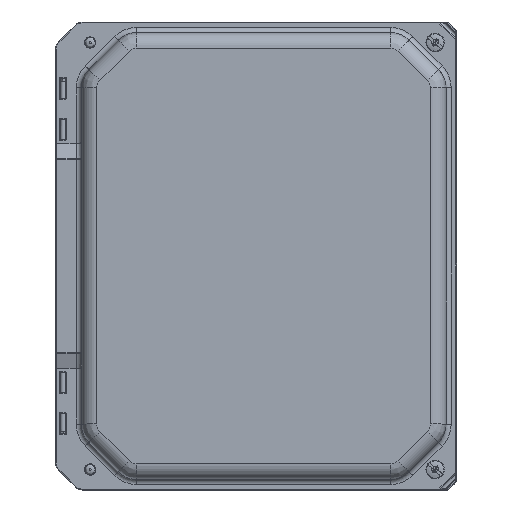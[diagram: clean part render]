
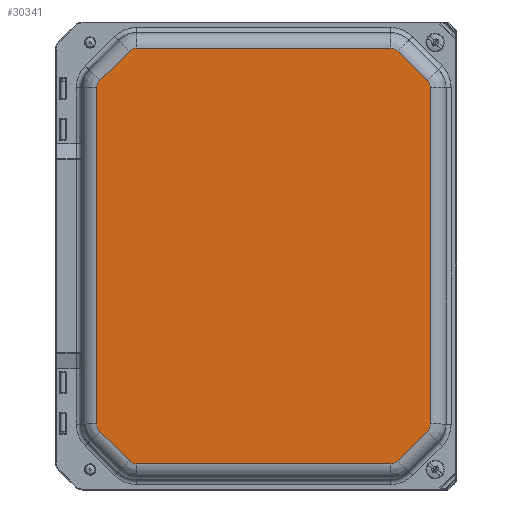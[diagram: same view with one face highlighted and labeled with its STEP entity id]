
A CAD part, top view. The second image highlights one B-rep face of the part: STEP entity #30341.
In plain terms, the highlighted planar face has unit normal (0, 0, 1).
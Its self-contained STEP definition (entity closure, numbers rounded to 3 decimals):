
#4281=LINE('',#68271,#6226);
#4284=LINE('',#68278,#6229);
#4285=LINE('',#68307,#6230);
#4286=LINE('',#68311,#6231);
#4287=LINE('',#68341,#6232);
#4289=LINE('',#68347,#6234);
#4290=LINE('',#68376,#6235);
#4291=LINE('',#68380,#6236);
#6226=VECTOR('',#43294,6.202);
#6229=VECTOR('',#43301,1.013);
#6230=VECTOR('',#43316,1.013);
#6231=VECTOR('',#43321,8.204);
#6232=VECTOR('',#43336,8.204);
#6234=VECTOR('',#43342,1.013);
#6235=VECTOR('',#43357,1.013);
#6236=VECTOR('',#43362,6.202);
#6774=PLANE('',#34164);
#8776=FACE_OUTER_BOUND('',#10804,.T.);
#10804=EDGE_LOOP('',(#27924,#27925,#27926,#27927,#27928,#27929,#27930,#27931,
#27932,#27933,#27934,#27935,#27936,#27937,#27938,#27939));
#12245=CIRCLE('',#34127,0.254);
#12251=CIRCLE('',#34135,0.254);
#12254=CIRCLE('',#34138,0.254);
#12258=CIRCLE('',#34144,0.254);
#12261=CIRCLE('',#34147,0.254);
#12265=CIRCLE('',#34153,0.254);
#12268=CIRCLE('',#34156,0.254);
#12271=CIRCLE('',#34161,0.254);
#14862=VERTEX_POINT('',#68261);
#14863=VERTEX_POINT('',#68263);
#14865=VERTEX_POINT('',#68269);
#14866=VERTEX_POINT('',#68274);
#14868=VERTEX_POINT('',#68288);
#14869=VERTEX_POINT('',#68300);
#14870=VERTEX_POINT('',#68305);
#14871=VERTEX_POINT('',#68309);
#14872=VERTEX_POINT('',#68321);
#14873=VERTEX_POINT('',#68333);
#14875=VERTEX_POINT('',#68339);
#14876=VERTEX_POINT('',#68343);
#14878=VERTEX_POINT('',#68357);
#14879=VERTEX_POINT('',#68369);
#14880=VERTEX_POINT('',#68374);
#14881=VERTEX_POINT('',#68378);
#19234=EDGE_CURVE('',#14862,#14863,#12245,.T.);
#19238=EDGE_CURVE('',#14865,#14862,#4281,.T.);
#19242=EDGE_CURVE('',#14863,#14866,#4284,.T.);
#19244=EDGE_CURVE('',#14868,#14865,#12251,.T.);
#19247=EDGE_CURVE('',#14866,#14869,#12254,.T.);
#19249=EDGE_CURVE('',#14870,#14868,#4285,.T.);
#19251=EDGE_CURVE('',#14869,#14871,#4286,.T.);
#19253=EDGE_CURVE('',#14872,#14870,#12258,.T.);
#19256=EDGE_CURVE('',#14871,#14873,#12261,.T.);
#19258=EDGE_CURVE('',#14875,#14872,#4287,.T.);
#19261=EDGE_CURVE('',#14873,#14876,#4289,.T.);
#19263=EDGE_CURVE('',#14878,#14875,#12265,.T.);
#19266=EDGE_CURVE('',#14876,#14879,#12268,.T.);
#19268=EDGE_CURVE('',#14880,#14878,#4290,.T.);
#19270=EDGE_CURVE('',#14879,#14881,#4291,.T.);
#19271=EDGE_CURVE('',#14881,#14880,#12271,.T.);
#27924=ORIENTED_EDGE('',*,*,#19234,.F.);
#27925=ORIENTED_EDGE('',*,*,#19238,.F.);
#27926=ORIENTED_EDGE('',*,*,#19244,.F.);
#27927=ORIENTED_EDGE('',*,*,#19249,.F.);
#27928=ORIENTED_EDGE('',*,*,#19253,.F.);
#27929=ORIENTED_EDGE('',*,*,#19258,.F.);
#27930=ORIENTED_EDGE('',*,*,#19263,.F.);
#27931=ORIENTED_EDGE('',*,*,#19268,.F.);
#27932=ORIENTED_EDGE('',*,*,#19271,.F.);
#27933=ORIENTED_EDGE('',*,*,#19270,.F.);
#27934=ORIENTED_EDGE('',*,*,#19266,.F.);
#27935=ORIENTED_EDGE('',*,*,#19261,.F.);
#27936=ORIENTED_EDGE('',*,*,#19256,.F.);
#27937=ORIENTED_EDGE('',*,*,#19251,.F.);
#27938=ORIENTED_EDGE('',*,*,#19247,.F.);
#27939=ORIENTED_EDGE('',*,*,#19242,.F.);
#30341=ADVANCED_FACE('',(#8776),#6774,.T.);
#34127=AXIS2_PLACEMENT_3D('',#68264,#43284,#43285);
#34135=AXIS2_PLACEMENT_3D('',#68290,#43304,#43305);
#34138=AXIS2_PLACEMENT_3D('',#68303,#43310,#43311);
#34144=AXIS2_PLACEMENT_3D('',#68323,#43324,#43325);
#34147=AXIS2_PLACEMENT_3D('',#68337,#43330,#43331);
#34153=AXIS2_PLACEMENT_3D('',#68359,#43345,#43346);
#34156=AXIS2_PLACEMENT_3D('',#68372,#43351,#43352);
#34161=AXIS2_PLACEMENT_3D('',#68390,#43363,#43364);
#34164=AXIS2_PLACEMENT_3D('',#68395,#43371,#43372);
#43284=DIRECTION('center_axis',(0.,0.,-1.));
#43285=DIRECTION('ref_axis',(-0.383,-0.924,0.));
#43294=DIRECTION('',(-1.,0.,0.));
#43301=DIRECTION('',(-0.707,0.707,0.));
#43304=DIRECTION('center_axis',(0.,0.,-1.));
#43305=DIRECTION('ref_axis',(0.383,-0.924,0.));
#43310=DIRECTION('center_axis',(0.,0.,-1.));
#43311=DIRECTION('ref_axis',(-0.924,-0.383,0.));
#43316=DIRECTION('',(-0.707,-0.707,0.));
#43321=DIRECTION('',(0.,1.,0.));
#43324=DIRECTION('center_axis',(0.,0.,-1.));
#43325=DIRECTION('ref_axis',(0.924,-0.383,0.));
#43330=DIRECTION('center_axis',(0.,0.,-1.));
#43331=DIRECTION('ref_axis',(-0.924,0.383,0.));
#43336=DIRECTION('',(0.,-1.,0.));
#43342=DIRECTION('',(0.707,0.707,0.));
#43345=DIRECTION('center_axis',(0.,0.,-1.));
#43346=DIRECTION('ref_axis',(0.924,0.383,0.));
#43351=DIRECTION('center_axis',(0.,0.,-1.));
#43352=DIRECTION('ref_axis',(-0.383,0.924,0.));
#43357=DIRECTION('',(0.707,-0.707,0.));
#43362=DIRECTION('',(1.,0.,0.));
#43363=DIRECTION('center_axis',(0.,0.,-1.));
#43364=DIRECTION('ref_axis',(0.383,0.924,0.));
#43371=DIRECTION('center_axis',(0.,0.,1.));
#43372=DIRECTION('ref_axis',(1.,0.,0.));
#68261=CARTESIAN_POINT('',(-2.913,-5.072,1.));
#68263=CARTESIAN_POINT('',(-3.092,-4.998,1.));
#68264=CARTESIAN_POINT('Origin',(-2.913,-4.819,1.));
#68269=CARTESIAN_POINT('',(3.29,-5.072,1.));
#68271=CARTESIAN_POINT('',(3.29,-5.072,1.));
#68274=CARTESIAN_POINT('',(-3.809,-4.282,1.));
#68278=CARTESIAN_POINT('',(-3.092,-4.998,1.));
#68288=CARTESIAN_POINT('',(3.469,-4.998,1.));
#68290=CARTESIAN_POINT('Origin',(3.29,-4.819,1.));
#68300=CARTESIAN_POINT('',(-3.883,-4.102,1.));
#68303=CARTESIAN_POINT('Origin',(-3.629,-4.102,1.));
#68305=CARTESIAN_POINT('',(4.186,-4.282,1.));
#68307=CARTESIAN_POINT('',(4.186,-4.282,1.));
#68309=CARTESIAN_POINT('',(-3.883,4.102,1.));
#68311=CARTESIAN_POINT('',(-3.883,-4.102,1.));
#68321=CARTESIAN_POINT('',(4.26,-4.102,1.));
#68323=CARTESIAN_POINT('Origin',(4.006,-4.102,1.));
#68333=CARTESIAN_POINT('',(-3.809,4.282,1.));
#68337=CARTESIAN_POINT('Origin',(-3.629,4.102,1.));
#68339=CARTESIAN_POINT('',(4.26,4.102,1.));
#68341=CARTESIAN_POINT('',(4.26,4.102,1.));
#68343=CARTESIAN_POINT('',(-3.092,4.998,1.));
#68347=CARTESIAN_POINT('',(-3.809,4.282,1.));
#68357=CARTESIAN_POINT('',(4.186,4.282,1.));
#68359=CARTESIAN_POINT('Origin',(4.006,4.102,1.));
#68369=CARTESIAN_POINT('',(-2.913,5.072,1.));
#68372=CARTESIAN_POINT('Origin',(-2.913,4.819,1.));
#68374=CARTESIAN_POINT('',(3.469,4.998,1.));
#68376=CARTESIAN_POINT('',(3.469,4.998,1.));
#68378=CARTESIAN_POINT('',(3.29,5.072,1.));
#68380=CARTESIAN_POINT('',(-2.913,5.072,1.));
#68390=CARTESIAN_POINT('Origin',(3.29,4.819,1.));
#68395=CARTESIAN_POINT('Origin',(0.189,0.,1.));
